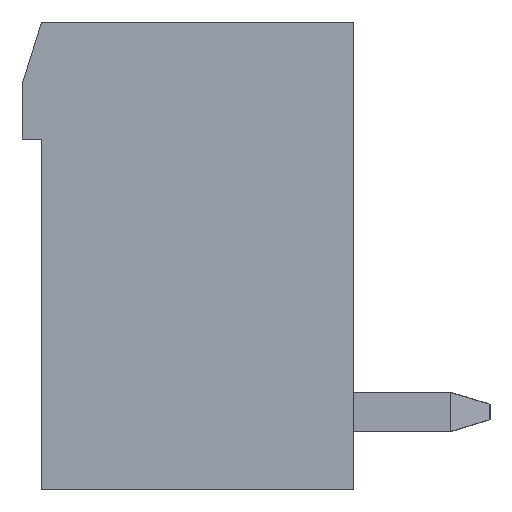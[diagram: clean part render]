
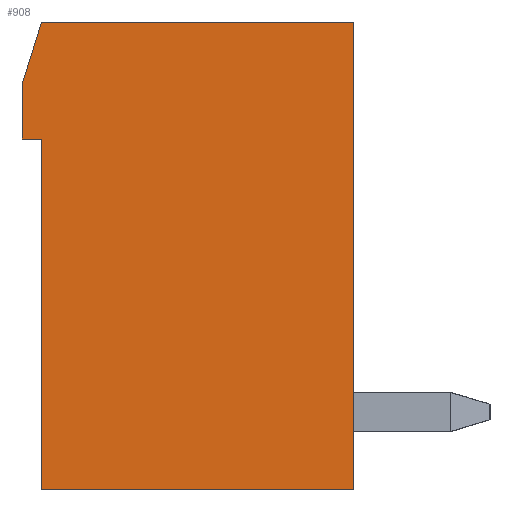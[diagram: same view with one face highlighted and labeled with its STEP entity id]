
A CAD part, left-side view. The second image highlights one B-rep face of the part: STEP entity #908.
In plain terms, the highlighted planar face has unit normal (-1, 0, 0).
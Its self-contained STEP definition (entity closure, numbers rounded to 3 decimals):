
#908 = ADVANCED_FACE( '', ( #1941 ), #1942, .T. );
#1941 = FACE_OUTER_BOUND( '', #3310, .T. );
#1942 = PLANE( '', #3311 );
#3310 = EDGE_LOOP( '', ( #5862, #5863, #5864, #5865, #5866, #5867, #5868 ) );
#3311 = AXIS2_PLACEMENT_3D( '', #5869, #5870, #5871 );
#5862 = ORIENTED_EDGE( '', *, *, #7359, .F. );
#5863 = ORIENTED_EDGE( '', *, *, #8315, .T. );
#5864 = ORIENTED_EDGE( '', *, *, #7373, .F. );
#5865 = ORIENTED_EDGE( '', *, *, #8201, .F. );
#5866 = ORIENTED_EDGE( '', *, *, #8317, .T. );
#5867 = ORIENTED_EDGE( '', *, *, #8318, .T. );
#5868 = ORIENTED_EDGE( '', *, *, #8254, .T. );
#5869 = CARTESIAN_POINT( '', ( -21., 0., 0. ) );
#5870 = DIRECTION( '', ( -1., 0., 0. ) );
#5871 = DIRECTION( '', ( 0., 0., 1. ) );
#7359 = EDGE_CURVE( '', #8775, #8770, #8777, .T. );
#7373 = EDGE_CURVE( '', #8800, #8801, #8802, .T. );
#8201 = EDGE_CURVE( '', #10135, #8800, #10136, .T. );
#8254 = EDGE_CURVE( '', #10203, #8770, #10204, .T. );
#8315 = EDGE_CURVE( '', #8775, #8801, #10286, .T. );
#8317 = EDGE_CURVE( '', #10135, #10288, #10289, .T. );
#8318 = EDGE_CURVE( '', #10288, #10203, #10290, .T. );
#8770 = VERTEX_POINT( '', #10835 );
#8775 = VERTEX_POINT( '', #10842 );
#8777 = LINE( '', #10845, #10846 );
#8800 = VERTEX_POINT( '', #10878 );
#8801 = VERTEX_POINT( '', #10879 );
#8802 = LINE( '', #10880, #10881 );
#10135 = VERTEX_POINT( '', #12751 );
#10136 = LINE( '', #12752, #12753 );
#10203 = VERTEX_POINT( '', #12848 );
#10204 = LINE( '', #12849, #12850 );
#10286 = LINE( '', #12967, #12968 );
#10288 = VERTEX_POINT( '', #12970 );
#10289 = LINE( '', #12971, #12972 );
#10290 = LINE( '', #12973, #12974 );
#10835 = CARTESIAN_POINT( '', ( -21., 3.75, 6. ) );
#10842 = CARTESIAN_POINT( '', ( -21., 4.25, 4.4 ) );
#10845 = CARTESIAN_POINT( '', ( -21., 5.125, 1.601 ) );
#10846 = VECTOR( '', #13557, 1000. );
#10878 = CARTESIAN_POINT( '', ( -21., 3.75, 3. ) );
#10879 = CARTESIAN_POINT( '', ( -21., 4.25, 3. ) );
#10880 = CARTESIAN_POINT( '', ( -21., 0., 3. ) );
#10881 = VECTOR( '', #13570, 1000. );
#12751 = CARTESIAN_POINT( '', ( -21., 3.75, -6. ) );
#12752 = CARTESIAN_POINT( '', ( -21., 3.75, 0. ) );
#12753 = VECTOR( '', #14495, 1000. );
#12848 = CARTESIAN_POINT( '', ( -21., -4.25, 6. ) );
#12849 = CARTESIAN_POINT( '', ( -21., -4.25, 6. ) );
#12850 = VECTOR( '', #14539, 1000. );
#12967 = CARTESIAN_POINT( '', ( -21., 4.25, 6. ) );
#12968 = VECTOR( '', #14617, 1000. );
#12970 = CARTESIAN_POINT( '', ( -21., -4.25, -6. ) );
#12971 = CARTESIAN_POINT( '', ( -21., 4.25, -6. ) );
#12972 = VECTOR( '', #14618, 1000. );
#12973 = CARTESIAN_POINT( '', ( -21., -4.25, -6. ) );
#12974 = VECTOR( '', #14619, 1000. );
#13557 = DIRECTION( '', ( 0., -0.298, 0.954 ) );
#13570 = DIRECTION( '', ( 0., 1., 0. ) );
#14495 = DIRECTION( '', ( 0., 0., 1. ) );
#14539 = DIRECTION( '', ( 0., 1., 0. ) );
#14617 = DIRECTION( '', ( 0., 0., -1. ) );
#14618 = DIRECTION( '', ( 0., -1., 0. ) );
#14619 = DIRECTION( '', ( 0., 0., 1. ) );
